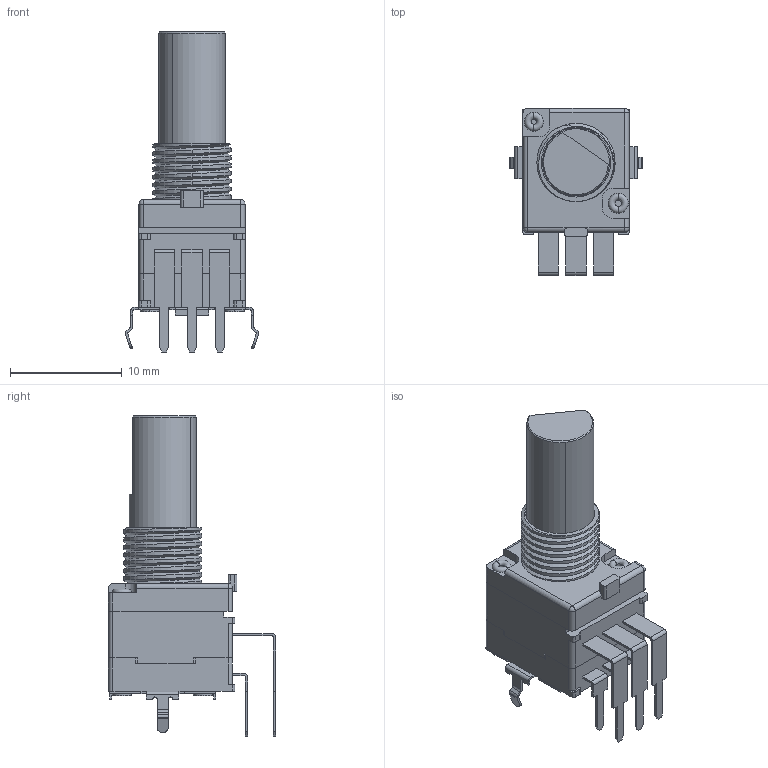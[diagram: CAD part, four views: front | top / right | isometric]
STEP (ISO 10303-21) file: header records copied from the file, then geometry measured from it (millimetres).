
FILE_DESCRIPTION(('FreeCAD Model'),'2;1');
FILE_NAME('P09N009_sp.step','2019-03-01T21:06:19',( 'kicad StepUp'),('ksu MCAD'),'Open CASCADE STEP processor 7.2', 'FreeCAD','Unknown');
FILE_SCHEMA(('AUTOMOTIVE_DESIGN { 1 0 10303 214 1 1 1 1 }'));
Length unit declared in the file: millimetre
Products named in the file (1): P09N009_sp
Bounding box: 11.91 x 14.95 x 28.65 mm (x, y, z)
Volume: 1460.2 mm3; surface area: 1391.4 mm2
Topology: 4 solids, 4 shells, 341 faces, 916 edges, 590 vertices
Faces by surface type: plane 229, cylinder 99, torus 4, cone 3, bspline 3, sphere 3
Entity records: 13760 total; most frequent: CARTESIAN_POINT 2864, ORIENTED_EDGE 1826, DIRECTION 1707, EDGE_CURVE 913, LINE 689, VECTOR 689, VERTEX_POINT 590, AXIS2_PLACEMENT_3D 509
